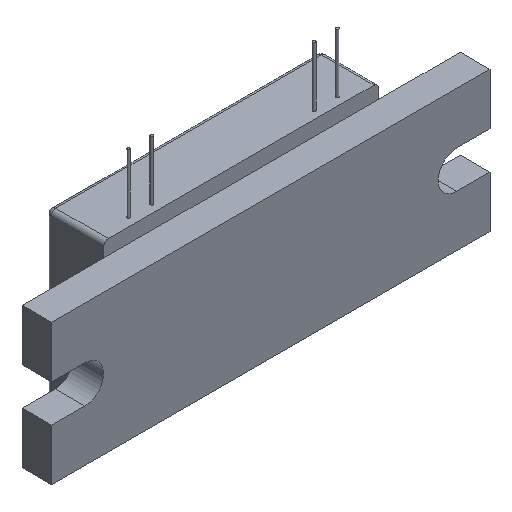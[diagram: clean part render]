
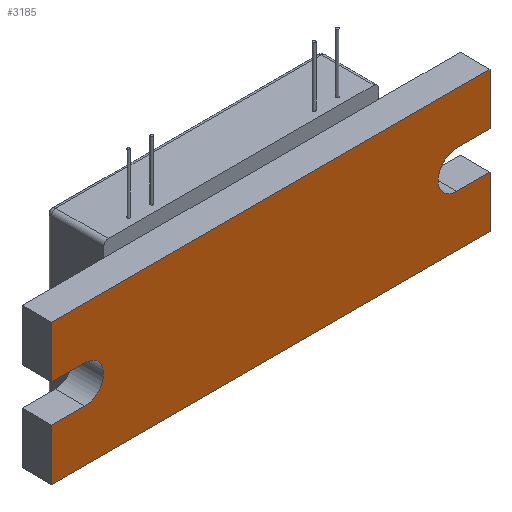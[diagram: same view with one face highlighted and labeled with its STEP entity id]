
A CAD part, isometric view. The second image highlights one B-rep face of the part: STEP entity #3185.
In plain terms, the highlighted planar face has unit normal (0, -1, 0).
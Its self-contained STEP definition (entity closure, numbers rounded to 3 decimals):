
#44=CIRCLE('',#3319,2.05);
#45=CIRCLE('',#3326,2.05);
#313=FACE_OUTER_BOUND('',#496,.T.);
#496=EDGE_LOOP('',(#2758,#2759,#2760,#2761,#2762,#2763,#2764,#2765,#2766,
#2767,#2768,#2769));
#884=LINE('',#5831,#1151);
#887=LINE('',#5836,#1154);
#890=LINE('',#5844,#1157);
#892=LINE('',#5848,#1159);
#894=LINE('',#5852,#1161);
#896=LINE('',#5856,#1163);
#898=LINE('',#5860,#1165);
#901=LINE('',#5868,#1168);
#903=LINE('',#5872,#1170);
#905=LINE('',#5875,#1172);
#1151=VECTOR('',#3800,10.);
#1154=VECTOR('',#3805,10.);
#1157=VECTOR('',#3814,10.);
#1159=VECTOR('',#3818,10.);
#1161=VECTOR('',#3822,10.);
#1163=VECTOR('',#3826,10.);
#1165=VECTOR('',#3830,10.);
#1168=VECTOR('',#3839,10.);
#1170=VECTOR('',#3843,10.);
#1172=VECTOR('',#3847,10.);
#1447=VERTEX_POINT('',#5829);
#1448=VERTEX_POINT('',#5830);
#1449=VERTEX_POINT('',#5835);
#1450=VERTEX_POINT('',#5839);
#1451=VERTEX_POINT('',#5843);
#1452=VERTEX_POINT('',#5847);
#1453=VERTEX_POINT('',#5851);
#1454=VERTEX_POINT('',#5855);
#1455=VERTEX_POINT('',#5859);
#1456=VERTEX_POINT('',#5863);
#1457=VERTEX_POINT('',#5867);
#1458=VERTEX_POINT('',#5871);
#1872=EDGE_CURVE('',#1447,#1448,#884,.T.);
#1875=EDGE_CURVE('',#1449,#1447,#887,.T.);
#1877=EDGE_CURVE('',#1450,#1449,#44,.T.);
#1879=EDGE_CURVE('',#1451,#1450,#890,.T.);
#1881=EDGE_CURVE('',#1452,#1451,#892,.T.);
#1883=EDGE_CURVE('',#1453,#1452,#894,.T.);
#1885=EDGE_CURVE('',#1454,#1453,#896,.T.);
#1887=EDGE_CURVE('',#1455,#1454,#898,.T.);
#1889=EDGE_CURVE('',#1456,#1455,#45,.T.);
#1891=EDGE_CURVE('',#1457,#1456,#901,.T.);
#1893=EDGE_CURVE('',#1458,#1457,#903,.T.);
#1895=EDGE_CURVE('',#1448,#1458,#905,.T.);
#2758=ORIENTED_EDGE('',*,*,#1895,.F.);
#2759=ORIENTED_EDGE('',*,*,#1872,.F.);
#2760=ORIENTED_EDGE('',*,*,#1875,.F.);
#2761=ORIENTED_EDGE('',*,*,#1877,.F.);
#2762=ORIENTED_EDGE('',*,*,#1879,.F.);
#2763=ORIENTED_EDGE('',*,*,#1881,.F.);
#2764=ORIENTED_EDGE('',*,*,#1883,.F.);
#2765=ORIENTED_EDGE('',*,*,#1885,.F.);
#2766=ORIENTED_EDGE('',*,*,#1887,.F.);
#2767=ORIENTED_EDGE('',*,*,#1889,.F.);
#2768=ORIENTED_EDGE('',*,*,#1891,.F.);
#2769=ORIENTED_EDGE('',*,*,#1893,.F.);
#2848=PLANE('',#3330);
#3185=ADVANCED_FACE('',(#313),#2848,.F.);
#3319=AXIS2_PLACEMENT_3D('',#5840,#3809,#3810);
#3326=AXIS2_PLACEMENT_3D('',#5864,#3834,#3835);
#3330=AXIS2_PLACEMENT_3D('',#5876,#3848,#3849);
#3800=DIRECTION('',(0.,0.,1.));
#3805=DIRECTION('',(-1.,0.,0.));
#3809=DIRECTION('center_axis',(0.,-1.,0.));
#3810=DIRECTION('ref_axis',(0.,0.,-1.));
#3814=DIRECTION('',(1.,0.,0.));
#3818=DIRECTION('',(0.,0.,1.));
#3822=DIRECTION('',(-1.,0.,0.));
#3826=DIRECTION('',(0.,0.,-1.));
#3830=DIRECTION('',(1.,0.,0.));
#3834=DIRECTION('center_axis',(0.,-1.,0.));
#3835=DIRECTION('ref_axis',(0.,0.,1.));
#3839=DIRECTION('',(-1.,0.,0.));
#3843=DIRECTION('',(0.,0.,-1.));
#3847=DIRECTION('',(1.,0.,0.));
#3848=DIRECTION('center_axis',(0.,1.,0.));
#3849=DIRECTION('ref_axis',(0.,0.,1.));
#5829=CARTESIAN_POINT('',(-24.,0.,2.05));
#5830=CARTESIAN_POINT('',(-24.,0.,7.7));
#5831=CARTESIAN_POINT('',(-24.,0.,2.05));
#5835=CARTESIAN_POINT('',(-20.37,0.,2.05));
#5836=CARTESIAN_POINT('',(-20.37,0.,2.05));
#5839=CARTESIAN_POINT('',(-20.37,0.,-2.05));
#5840=CARTESIAN_POINT('Origin',(-20.37,0.,0.));
#5843=CARTESIAN_POINT('',(-24.,0.,-2.05));
#5844=CARTESIAN_POINT('',(-24.,0.,-2.05));
#5847=CARTESIAN_POINT('',(-24.,0.,-7.7));
#5848=CARTESIAN_POINT('',(-24.,0.,-7.7));
#5851=CARTESIAN_POINT('',(24.,0.,-7.7));
#5852=CARTESIAN_POINT('',(24.,0.,-7.7));
#5855=CARTESIAN_POINT('',(24.,0.,-2.05));
#5856=CARTESIAN_POINT('',(24.,0.,-2.05));
#5859=CARTESIAN_POINT('',(20.37,0.,-2.05));
#5860=CARTESIAN_POINT('',(20.37,0.,-2.05));
#5863=CARTESIAN_POINT('',(20.37,0.,2.05));
#5864=CARTESIAN_POINT('Origin',(20.37,0.,0.));
#5867=CARTESIAN_POINT('',(24.,0.,2.05));
#5868=CARTESIAN_POINT('',(24.,0.,2.05));
#5871=CARTESIAN_POINT('',(24.,0.,7.7));
#5872=CARTESIAN_POINT('',(24.,0.,7.7));
#5875=CARTESIAN_POINT('',(-24.,0.,7.7));
#5876=CARTESIAN_POINT('Origin',(0.,0.,0.));
